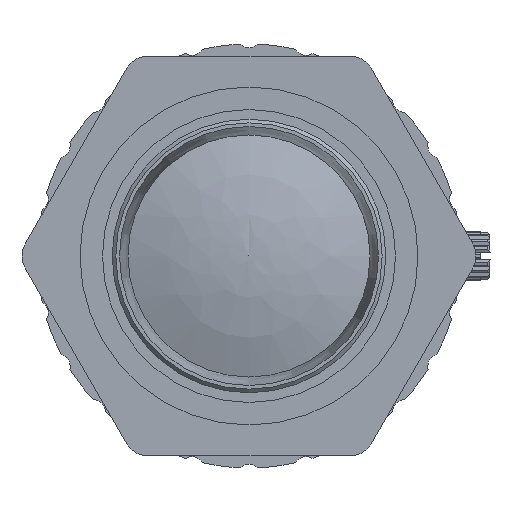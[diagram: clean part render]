
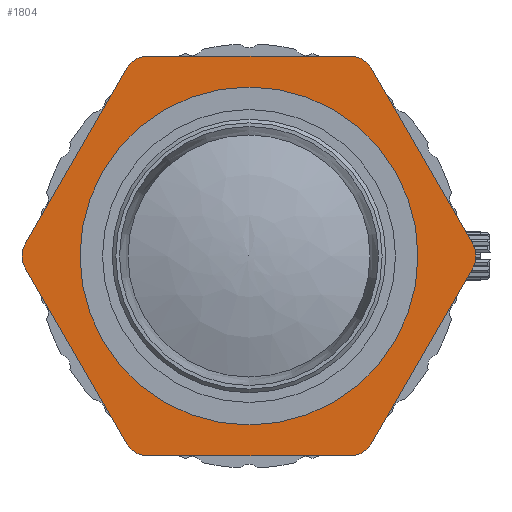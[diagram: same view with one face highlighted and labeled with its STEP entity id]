
A CAD part, left-side view. The second image highlights one B-rep face of the part: STEP entity #1804.
In plain terms, the highlighted planar face has unit normal (-1, 0, 0).
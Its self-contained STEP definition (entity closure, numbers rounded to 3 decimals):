
#125 = CARTESIAN_POINT ( 'NONE',  ( -69.906, 7.107, 15.5 ) ) ;
#239 = ORIENTED_EDGE ( 'NONE', *, *, #12621, .F. ) ;
#511 = DIRECTION ( 'NONE',  ( 0., 0., 1. ) ) ;
#603 = AXIS2_PLACEMENT_3D ( 'NONE', #2784, #8491, #511 ) ;
#638 = EDGE_CURVE ( 'NONE', #8337, #9522, #13257, .T. ) ;
#677 = CIRCLE ( 'NONE', #1845, 2. ) ;
#679 = DIRECTION ( 'NONE',  ( 0., 0., 1. ) ) ;
#718 = EDGE_CURVE ( 'NONE', #13975, #9995, #4694, .T. ) ;
#820 = CARTESIAN_POINT ( 'NONE',  ( -69.906, -2.996, 0. ) ) ;
#867 = ORIENTED_EDGE ( 'NONE', *, *, #8572, .F. ) ;
#987 = ORIENTED_EDGE ( 'NONE', *, *, #9367, .F. ) ;
#1002 = CARTESIAN_POINT ( 'NONE',  ( -69.906, 5.375, -14.5 ) ) ;
#1142 = VECTOR ( 'NONE', #5936, 1000. ) ;
#1219 = CARTESIAN_POINT ( 'NONE',  ( -69.906, 7.107, -15.5 ) ) ;
#1433 = CARTESIAN_POINT ( 'NONE',  ( -69.906, -12.523, -16.5 ) ) ;
#1597 = CARTESIAN_POINT ( 'NONE',  ( -69.906, 15.479, -1. ) ) ;
#1720 = EDGE_CURVE ( 'NONE', #13448, #3903, #4419, .T. ) ;
#1804 = ADVANCED_FACE ( 'NONE', ( #6251, #9704 ), #14269, .T. ) ;
#1845 = AXIS2_PLACEMENT_3D ( 'NONE', #12915, #13939, #8561 ) ;
#1868 = VECTOR ( 'NONE', #13417, 1000. ) ;
#1904 = CARTESIAN_POINT ( 'NONE',  ( -69.906, -22.049, 0. ) ) ;
#1970 = DIRECTION ( 'NONE',  ( 0., -0.5, 0.866 ) ) ;
#2105 = CARTESIAN_POINT ( 'NONE',  ( -69.906, -2.996, 13.953 ) ) ;
#2189 = ORIENTED_EDGE ( 'NONE', *, *, #14306, .F. ) ;
#2320 = ORIENTED_EDGE ( 'NONE', *, *, #3265, .F. ) ;
#2585 = CARTESIAN_POINT ( 'NONE',  ( -69.906, -11.368, 16.5 ) ) ;
#2784 = CARTESIAN_POINT ( 'NONE',  ( -69.906, -11.368, -14.5 ) ) ;
#2941 = CARTESIAN_POINT ( 'NONE',  ( -69.906, -13.1, -15.5 ) ) ;
#3168 = DIRECTION ( 'NONE',  ( 0., 0., 1. ) ) ;
#3231 = EDGE_CURVE ( 'NONE', #11028, #11028, #14294, .T. ) ;
#3265 = EDGE_CURVE ( 'NONE', #9522, #6913, #9360, .T. ) ;
#3903 = VERTEX_POINT ( 'NONE', #1597 ) ;
#4042 = CARTESIAN_POINT ( 'NONE',  ( -69.906, -19.739, 0. ) ) ;
#4144 = CARTESIAN_POINT ( 'NONE',  ( -69.906, 15.479, 1. ) ) ;
#4176 = CIRCLE ( 'NONE', #11716, 2. ) ;
#4177 = CARTESIAN_POINT ( 'NONE',  ( -69.906, -2.996, -6992.378 ) ) ;
#4190 = CARTESIAN_POINT ( 'NONE',  ( -69.906, 6.53, 16.5 ) ) ;
#4283 = LINE ( 'NONE', #13200, #10253 ) ;
#4419 = LINE ( 'NONE', #8926, #1868 ) ;
#4639 = DIRECTION ( 'NONE',  ( 0., 1., 0. ) ) ;
#4667 = VERTEX_POINT ( 'NONE', #2585 ) ;
#4694 = CIRCLE ( 'NONE', #10573, 2. ) ;
#4891 = AXIS2_PLACEMENT_3D ( 'NONE', #14309, #6505, #10917 ) ;
#5141 = EDGE_CURVE ( 'NONE', #6355, #13448, #4176, .T. ) ;
#5388 = DIRECTION ( 'NONE',  ( 0., -0.5, -0.866 ) ) ;
#5407 = EDGE_LOOP ( 'NONE', ( #14113 ) ) ;
#5615 = CARTESIAN_POINT ( 'NONE',  ( -69.906, -11.368, -16.5 ) ) ;
#5921 = EDGE_LOOP ( 'NONE', ( #12204, #10581, #9233, #12909, #2189, #987, #239, #13313, #6726, #8643, #867, #2320 ) ) ;
#5936 = DIRECTION ( 'NONE',  ( 0., 0.5, -0.866 ) ) ;
#6227 = VECTOR ( 'NONE', #5388, 1000. ) ;
#6251 = FACE_OUTER_BOUND ( 'NONE', #5921, .T. ) ;
#6355 = VERTEX_POINT ( 'NONE', #8075 ) ;
#6505 = DIRECTION ( 'NONE',  ( 1., 0., 0. ) ) ;
#6726 = ORIENTED_EDGE ( 'NONE', *, *, #7701, .F. ) ;
#6913 = VERTEX_POINT ( 'NONE', #7773 ) ;
#7072 = EDGE_CURVE ( 'NONE', #4667, #8157, #677, .T. ) ;
#7186 = CARTESIAN_POINT ( 'NONE',  ( -69.906, -21.471, -1. ) ) ;
#7366 = DIRECTION ( 'NONE',  ( 0., 0., 1. ) ) ;
#7424 = DIRECTION ( 'NONE',  ( -1., 0., 0. ) ) ;
#7478 = AXIS2_PLACEMENT_3D ( 'NONE', #820, #9812, #679 ) ;
#7701 = EDGE_CURVE ( 'NONE', #8157, #13975, #9799, .T. ) ;
#7773 = CARTESIAN_POINT ( 'NONE',  ( -69.906, 5.375, 16.5 ) ) ;
#7972 = CIRCLE ( 'NONE', #9837, 2. ) ;
#8075 = CARTESIAN_POINT ( 'NONE',  ( -69.906, 5.375, -16.5 ) ) ;
#8157 = VERTEX_POINT ( 'NONE', #12839 ) ;
#8337 = VERTEX_POINT ( 'NONE', #4144 ) ;
#8491 = DIRECTION ( 'NONE',  ( 1., 0., 0. ) ) ;
#8561 = DIRECTION ( 'NONE',  ( 0., 0., 1. ) ) ;
#8572 = EDGE_CURVE ( 'NONE', #6913, #4667, #4283, .T. ) ;
#8643 = ORIENTED_EDGE ( 'NONE', *, *, #7072, .F. ) ;
#8926 = CARTESIAN_POINT ( 'NONE',  ( -69.906, 16.056, 0. ) ) ;
#8962 = AXIS2_PLACEMENT_3D ( 'NONE', #4177, #7424, #11781 ) ;
#9092 = DIRECTION ( 'NONE',  ( 1., 0., 0. ) ) ;
#9233 = ORIENTED_EDGE ( 'NONE', *, *, #1720, .F. ) ;
#9360 = CIRCLE ( 'NONE', #4891, 2. ) ;
#9367 = EDGE_CURVE ( 'NONE', #12679, #13922, #10022, .T. ) ;
#9418 = CARTESIAN_POINT ( 'NONE',  ( -69.906, 6.53, -16.5 ) ) ;
#9522 = VERTEX_POINT ( 'NONE', #125 ) ;
#9704 = FACE_BOUND ( 'NONE', #5407, .T. ) ;
#9799 = LINE ( 'NONE', #1904, #6227 ) ;
#9812 = DIRECTION ( 'NONE',  ( 1., 0., 0. ) ) ;
#9837 = AXIS2_PLACEMENT_3D ( 'NONE', #13279, #9092, #3168 ) ;
#9995 = VERTEX_POINT ( 'NONE', #7186 ) ;
#10022 = CIRCLE ( 'NONE', #603, 2. ) ;
#10253 = VECTOR ( 'NONE', #13123, 1000. ) ;
#10573 = AXIS2_PLACEMENT_3D ( 'NONE', #4042, #12160, #7366 ) ;
#10581 = ORIENTED_EDGE ( 'NONE', *, *, #12901, .F. ) ;
#10917 = DIRECTION ( 'NONE',  ( 0., 0., 1. ) ) ;
#11028 = VERTEX_POINT ( 'NONE', #2105 ) ;
#11040 = VECTOR ( 'NONE', #1970, 1000. ) ;
#11538 = LINE ( 'NONE', #1433, #1142 ) ;
#11716 = AXIS2_PLACEMENT_3D ( 'NONE', #1002, #11994, #14262 ) ;
#11781 = DIRECTION ( 'NONE',  ( 0., 0., 1. ) ) ;
#11990 = VECTOR ( 'NONE', #4639, 1000. ) ;
#11994 = DIRECTION ( 'NONE',  ( 1., 0., 0. ) ) ;
#12160 = DIRECTION ( 'NONE',  ( 1., 0., 0. ) ) ;
#12204 = ORIENTED_EDGE ( 'NONE', *, *, #638, .F. ) ;
#12527 = LINE ( 'NONE', #9418, #11990 ) ;
#12621 = EDGE_CURVE ( 'NONE', #9995, #12679, #11538, .T. ) ;
#12679 = VERTEX_POINT ( 'NONE', #2941 ) ;
#12839 = CARTESIAN_POINT ( 'NONE',  ( -69.906, -13.1, 15.5 ) ) ;
#12901 = EDGE_CURVE ( 'NONE', #3903, #8337, #7972, .T. ) ;
#12909 = ORIENTED_EDGE ( 'NONE', *, *, #5141, .F. ) ;
#12915 = CARTESIAN_POINT ( 'NONE',  ( -69.906, -11.368, 14.5 ) ) ;
#13123 = DIRECTION ( 'NONE',  ( 0., -1., 0. ) ) ;
#13200 = CARTESIAN_POINT ( 'NONE',  ( -69.906, -12.523, 16.5 ) ) ;
#13257 = LINE ( 'NONE', #4190, #11040 ) ;
#13279 = CARTESIAN_POINT ( 'NONE',  ( -69.906, 13.747, 0. ) ) ;
#13313 = ORIENTED_EDGE ( 'NONE', *, *, #718, .F. ) ;
#13417 = DIRECTION ( 'NONE',  ( 0., 0.5, 0.866 ) ) ;
#13448 = VERTEX_POINT ( 'NONE', #1219 ) ;
#13773 = CARTESIAN_POINT ( 'NONE',  ( -69.906, -21.471, 1. ) ) ;
#13922 = VERTEX_POINT ( 'NONE', #5615 ) ;
#13939 = DIRECTION ( 'NONE',  ( 1., 0., 0. ) ) ;
#13975 = VERTEX_POINT ( 'NONE', #13773 ) ;
#14113 = ORIENTED_EDGE ( 'NONE', *, *, #3231, .T. ) ;
#14262 = DIRECTION ( 'NONE',  ( 0., 0., 1. ) ) ;
#14269 = PLANE ( 'NONE',  #8962 ) ;
#14294 = CIRCLE ( 'NONE', #7478, 13.953 ) ;
#14306 = EDGE_CURVE ( 'NONE', #13922, #6355, #12527, .T. ) ;
#14309 = CARTESIAN_POINT ( 'NONE',  ( -69.906, 5.375, 14.5 ) ) ;
